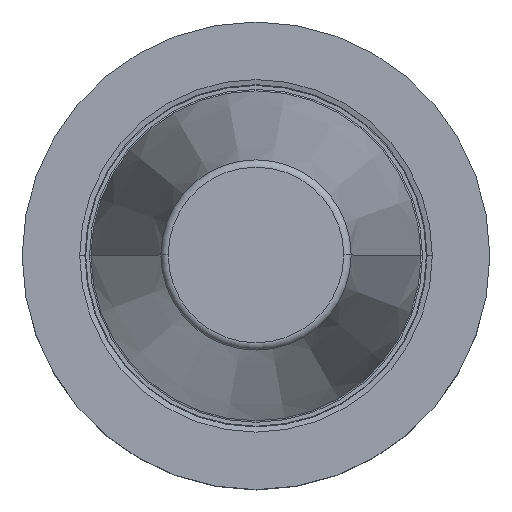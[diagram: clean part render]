
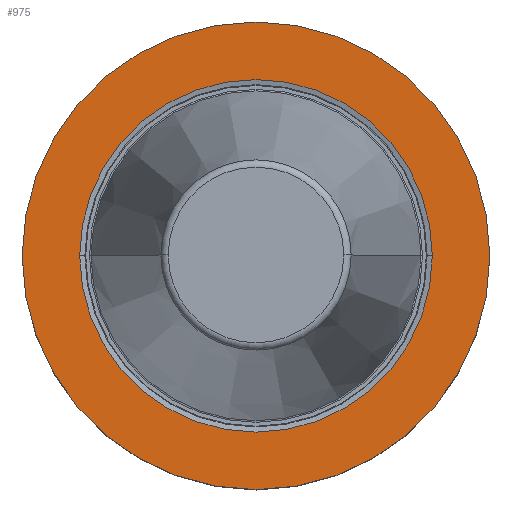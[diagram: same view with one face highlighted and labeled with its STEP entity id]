
A CAD part, top view. The second image highlights one B-rep face of the part: STEP entity #975.
In plain terms, the highlighted planar face has unit normal (0, 0, 1).
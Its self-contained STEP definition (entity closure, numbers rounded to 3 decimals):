
#114=CARTESIAN_POINT('',(0.,0.,-2.));
#115=DIRECTION('',(0.,0.,-1.));
#116=DIRECTION('',(1.,0.,0.));
#117=AXIS2_PLACEMENT_3D('',#114,#115,#116);
#122=CARTESIAN_POINT('',(0.,0.,-2.));
#123=DIRECTION('',(0.,0.,1.));
#124=DIRECTION('',(1.,0.,0.));
#125=AXIS2_PLACEMENT_3D('',#122,#123,#124);
#130=CARTESIAN_POINT('',(0.,0.,-2.));
#131=DIRECTION('',(0.,0.,1.));
#132=DIRECTION('',(1.,0.,0.));
#133=AXIS2_PLACEMENT_3D('',#130,#131,#132);
#138=CARTESIAN_POINT('',(0.,0.,-2.));
#139=DIRECTION('',(0.,0.,1.));
#140=DIRECTION('',(-1.,0.,0.));
#141=AXIS2_PLACEMENT_3D('',#138,#139,#140);
#800=CARTESIAN_POINT('',(31.5,0.,-2.));
#801=CARTESIAN_POINT('',(-31.5,0.,-2.));
#802=VERTEX_POINT('',#800);
#803=VERTEX_POINT('',#801);
#862=CARTESIAN_POINT('',(23.746,0.,-2.));
#863=VERTEX_POINT('',#862);
#866=CARTESIAN_POINT('',(-23.746,0.,-2.));
#867=VERTEX_POINT('',#866);
#960=CARTESIAN_POINT('',(0.,0.,-2.));
#961=DIRECTION('',(0.,0.,-1.));
#962=DIRECTION('',(-1.,0.,0.));
#963=AXIS2_PLACEMENT_3D('',#960,#961,#962);
#964=PLANE('',#963);
#965=ORIENTED_EDGE('',*,*,#881,.T.);
#966=ORIENTED_EDGE('',*,*,#940,.F.);
#967=EDGE_LOOP('',(#965,#966));
#968=FACE_OUTER_BOUND('',#967,.F.);
#970=ORIENTED_EDGE('',*,*,#969,.T.);
#972=ORIENTED_EDGE('',*,*,#971,.T.);
#973=EDGE_LOOP('',(#970,#972));
#974=FACE_BOUND('',#973,.F.);
#118=CIRCLE('',#117,31.5);
#126=CIRCLE('',#125,31.5);
#134=CIRCLE('',#133,23.746);
#142=CIRCLE('',#141,23.746);
#881=EDGE_CURVE('',#802,#803,#118,.T.);
#940=EDGE_CURVE('',#802,#803,#126,.T.);
#969=EDGE_CURVE('',#863,#867,#134,.T.);
#971=EDGE_CURVE('',#867,#863,#142,.T.);
#975=ADVANCED_FACE('',(#968,#974),#964,.F.);
